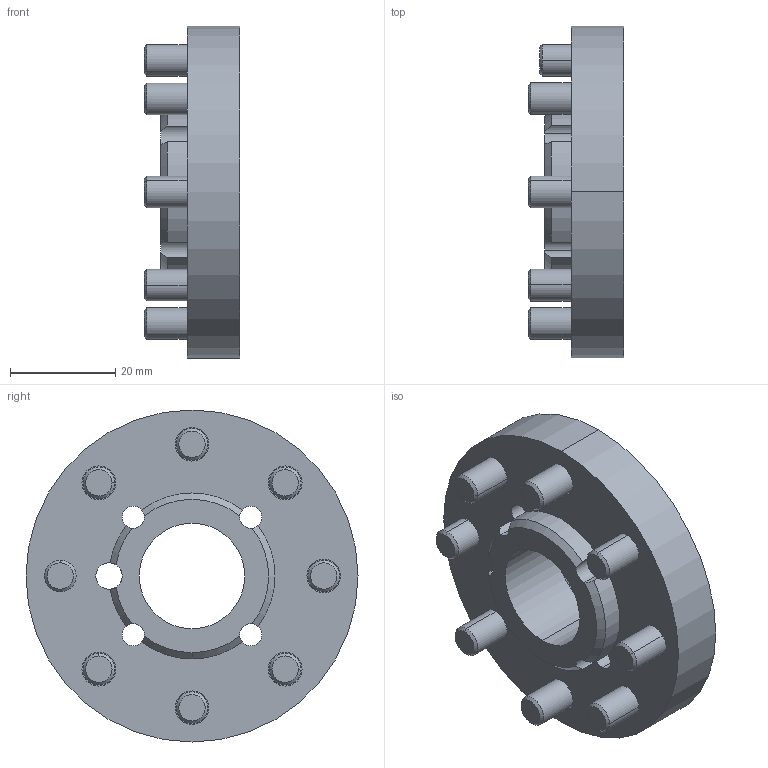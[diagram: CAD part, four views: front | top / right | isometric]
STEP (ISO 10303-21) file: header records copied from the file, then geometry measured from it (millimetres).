
FILE_DESCRIPTION (( 'STEP AP203' ), '1' );
FILE_NAME ('P4601.STEP', '2019-04-18T06:36:42', ( 'RSPlokal' ), ( 'Microsoft' ), 'SwSTEP 2.0', 'SolidWorks 2017', '' );
FILE_SCHEMA (( 'CONFIG_CONTROL_DESIGN' ));
Length unit declared in the file: millimetre
Products named in the file (1): P4601
Bounding box: 18.2 x 63 x 63 mm (x, y, z)
Volume: 29537.2 mm3; surface area: 15948.5 mm2
Topology: 9 solids, 9 shells, 202 faces, 466 edges, 299 vertices
Faces by surface type: plane 82, cylinder 80, cone 26, torus 14
Entity records: 5921 total; most frequent: DIRECTION 1086, CARTESIAN_POINT 1018, ORIENTED_EDGE 932, EDGE_CURVE 466, AXIS2_PLACEMENT_3D 427, VERTEX_POINT 299, EDGE_LOOP 247, LINE 232
